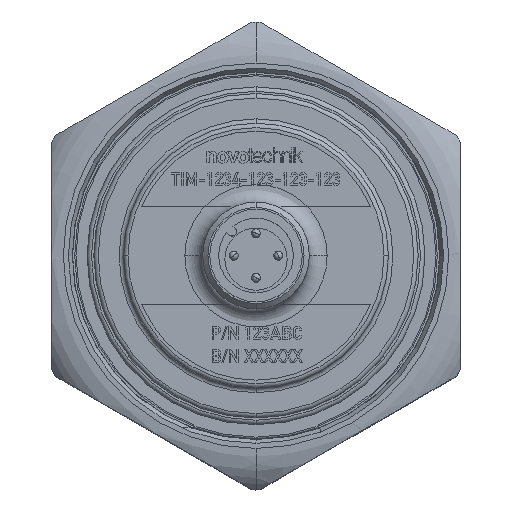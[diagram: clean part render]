
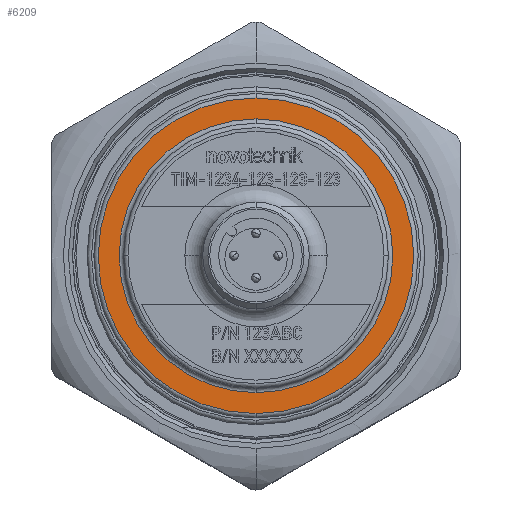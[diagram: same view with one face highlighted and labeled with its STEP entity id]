
A CAD part, top view. The second image highlights one B-rep face of the part: STEP entity #6209.
In plain terms, the highlighted planar face has unit normal (0, 0, 1).
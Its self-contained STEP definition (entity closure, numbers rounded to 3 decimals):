
#124 = EDGE_CURVE ( 'NONE', #18532, #13620, #25209, .T. ) ;
#321 = EDGE_CURVE ( 'NONE', #23060, #17804, #5703, .T. ) ;
#1590 = CARTESIAN_POINT ( 'NONE',  ( 0., 0., 26.1 ) ) ;
#1802 = ORIENTED_EDGE ( 'NONE', *, *, #124, .T. ) ;
#2094 = CARTESIAN_POINT ( 'NONE',  ( 18.25, 0., 26.1 ) ) ;
#2313 = CARTESIAN_POINT ( 'NONE',  ( 0., 0., 26.1 ) ) ;
#2833 = AXIS2_PLACEMENT_3D ( 'NONE', #4015, #18509, #6109 ) ;
#3284 = CARTESIAN_POINT ( 'NONE',  ( 0., -15.4, 26.1 ) ) ;
#3664 = DIRECTION ( 'NONE',  ( 0., 1., 0. ) ) ;
#4015 = CARTESIAN_POINT ( 'NONE',  ( 0., 0., 26.1 ) ) ;
#4175 = DIRECTION ( 'NONE',  ( 0., 1., 0. ) ) ;
#4389 = DIRECTION ( 'NONE',  ( 0., 1., 0. ) ) ;
#5189 = CARTESIAN_POINT ( 'NONE',  ( 0., -17.75, 26.1 ) ) ;
#5703 = CIRCLE ( 'NONE', #16504, 15.4 ) ;
#6109 = DIRECTION ( 'NONE',  ( 0., 1., 0. ) ) ;
#6209 = ADVANCED_FACE ( 'NONE', ( #8693, #19065 ), #20673, .F. ) ;
#6335 = AXIS2_PLACEMENT_3D ( 'NONE', #1590, #16079, #3664 ) ;
#8693 = FACE_BOUND ( 'NONE', #26581, .T. ) ;
#8821 = CARTESIAN_POINT ( 'NONE',  ( 0., 15.4, 26.1 ) ) ;
#10840 = CARTESIAN_POINT ( 'NONE',  ( 0., 0., 26.1 ) ) ;
#11369 = EDGE_LOOP ( 'NONE', ( #1802, #19955 ) ) ;
#12871 = AXIS2_PLACEMENT_3D ( 'NONE', #2313, #16799, #4389 ) ;
#12925 = DIRECTION ( 'NONE',  ( 0., 1., 0. ) ) ;
#13620 = VERTEX_POINT ( 'NONE', #5189 ) ;
#15115 = ORIENTED_EDGE ( 'NONE', *, *, #15292, .T. ) ;
#15292 = EDGE_CURVE ( 'NONE', #17804, #23060, #21934, .T. ) ;
#16079 = DIRECTION ( 'NONE',  ( 0., 0., 1. ) ) ;
#16504 = AXIS2_PLACEMENT_3D ( 'NONE', #10840, #25336, #12925 ) ;
#16596 = DIRECTION ( 'NONE',  ( 0., 0., -1. ) ) ;
#16799 = DIRECTION ( 'NONE',  ( 0., 0., 1. ) ) ;
#16849 = CARTESIAN_POINT ( 'NONE',  ( 0., 17.75, 26.1 ) ) ;
#17804 = VERTEX_POINT ( 'NONE', #3284 ) ;
#18509 = DIRECTION ( 'NONE',  ( 0., 0., -1. ) ) ;
#18532 = VERTEX_POINT ( 'NONE', #16849 ) ;
#18823 = ORIENTED_EDGE ( 'NONE', *, *, #321, .T. ) ;
#19065 = FACE_OUTER_BOUND ( 'NONE', #11369, .T. ) ;
#19955 = ORIENTED_EDGE ( 'NONE', *, *, #20050, .T. ) ;
#20050 = EDGE_CURVE ( 'NONE', #13620, #18532, #24807, .T. ) ;
#20673 = PLANE ( 'NONE',  #23783 ) ;
#21934 = CIRCLE ( 'NONE', #2833, 15.4 ) ;
#23060 = VERTEX_POINT ( 'NONE', #8821 ) ;
#23783 = AXIS2_PLACEMENT_3D ( 'NONE', #2094, #16596, #4175 ) ;
#24807 = CIRCLE ( 'NONE', #6335, 17.75 ) ;
#25209 = CIRCLE ( 'NONE', #12871, 17.75 ) ;
#25336 = DIRECTION ( 'NONE',  ( 0., 0., -1. ) ) ;
#26581 = EDGE_LOOP ( 'NONE', ( #18823, #15115 ) ) ;
